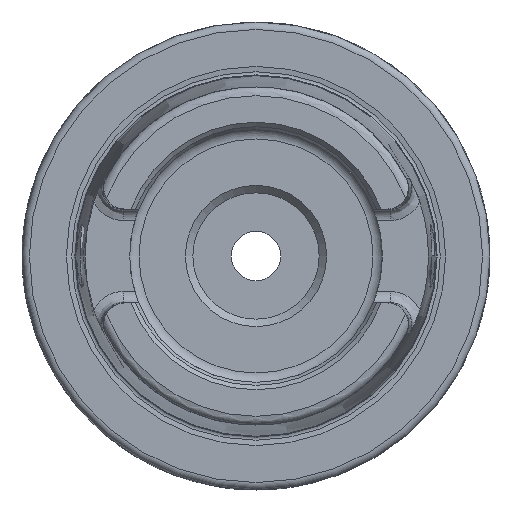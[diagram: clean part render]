
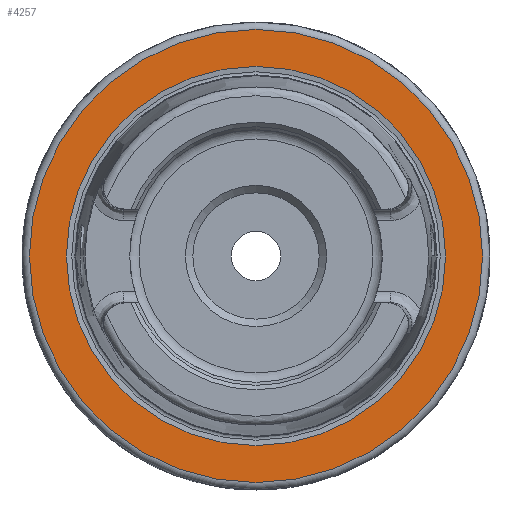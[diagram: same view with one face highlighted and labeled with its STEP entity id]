
A CAD part, left-side view. The second image highlights one B-rep face of the part: STEP entity #4257.
In plain terms, the highlighted planar face has unit normal (-1, 0, 0).
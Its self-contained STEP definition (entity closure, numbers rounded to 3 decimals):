
#71=FACE_BOUND('',#661,.T.);
#189=PLANE('',#4689);
#424=FACE_OUTER_BOUND('',#660,.T.);
#660=EDGE_LOOP('',(#3646,#3647));
#661=EDGE_LOOP('',(#3648,#3649));
#1081=CIRCLE('',#4687,25.521);
#1082=CIRCLE('',#4688,25.521);
#1083=CIRCLE('',#4690,30.5);
#1084=CIRCLE('',#4691,30.5);
#1890=VERTEX_POINT('',#8945);
#1891=VERTEX_POINT('',#8947);
#1892=VERTEX_POINT('',#8951);
#1893=VERTEX_POINT('',#8952);
#2510=EDGE_CURVE('',#1891,#1890,#1081,.T.);
#2511=EDGE_CURVE('',#1890,#1891,#1082,.T.);
#2512=EDGE_CURVE('',#1892,#1893,#1083,.T.);
#2513=EDGE_CURVE('',#1893,#1892,#1084,.T.);
#3646=ORIENTED_EDGE('',*,*,#2512,.F.);
#3647=ORIENTED_EDGE('',*,*,#2513,.F.);
#3648=ORIENTED_EDGE('',*,*,#2510,.T.);
#3649=ORIENTED_EDGE('',*,*,#2511,.T.);
#4257=ADVANCED_FACE('',(#424,#71),#189,.T.);
#4687=AXIS2_PLACEMENT_3D('',#8948,#5685,#5686);
#4688=AXIS2_PLACEMENT_3D('',#8949,#5687,#5688);
#4689=AXIS2_PLACEMENT_3D('',#8950,#5689,#5690);
#4690=AXIS2_PLACEMENT_3D('',#8953,#5691,#5692);
#4691=AXIS2_PLACEMENT_3D('',#8954,#5693,#5694);
#5685=DIRECTION('center_axis',(1.,0.,0.));
#5686=DIRECTION('ref_axis',(0.,0.,-1.));
#5687=DIRECTION('center_axis',(1.,0.,0.));
#5688=DIRECTION('ref_axis',(0.,0.,-1.));
#5689=DIRECTION('center_axis',(-1.,0.,0.));
#5690=DIRECTION('ref_axis',(0.,0.,1.));
#5691=DIRECTION('center_axis',(1.,0.,0.));
#5692=DIRECTION('ref_axis',(0.,0.,-1.));
#5693=DIRECTION('center_axis',(1.,0.,0.));
#5694=DIRECTION('ref_axis',(0.,0.,-1.));
#8945=CARTESIAN_POINT('',(0.,-25.521,0.));
#8947=CARTESIAN_POINT('',(0.,25.521,0.));
#8948=CARTESIAN_POINT('Origin',(0.,0.,
0.));
#8949=CARTESIAN_POINT('Origin',(0.,0.,
0.));
#8950=CARTESIAN_POINT('Origin',(0.,30.5,0.));
#8951=CARTESIAN_POINT('',(0.,30.5,0.));
#8952=CARTESIAN_POINT('',(0.,0.,30.5));
#8953=CARTESIAN_POINT('Origin',(0.,0.,
0.));
#8954=CARTESIAN_POINT('Origin',(0.,0.,
0.));
